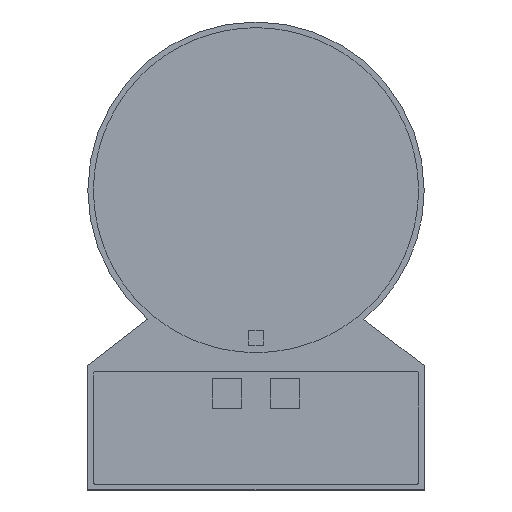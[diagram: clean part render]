
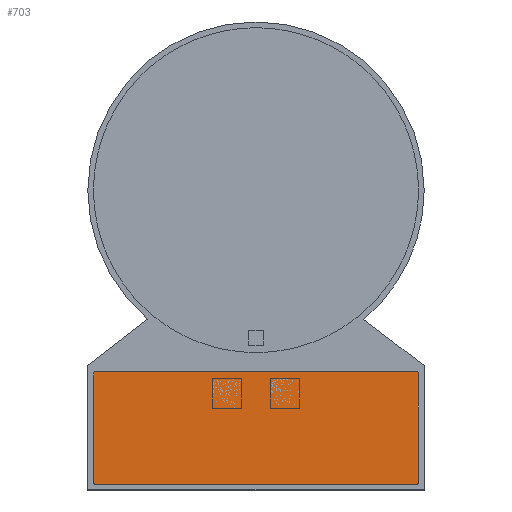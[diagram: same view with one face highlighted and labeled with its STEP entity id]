
A CAD part, top view. The second image highlights one B-rep face of the part: STEP entity #703.
In plain terms, the highlighted planar face has unit normal (0, 0, 1).
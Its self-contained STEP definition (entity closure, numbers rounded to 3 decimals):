
#62 = VERTEX_POINT('',#63);
#63 = CARTESIAN_POINT('',(11.02,-7.902,0.835));
#69 = EDGE_CURVE('',#62,#70,#72,.T.);
#70 = VERTEX_POINT('',#71);
#71 = CARTESIAN_POINT('',(11.056,-7.917,0.835));
#72 = LINE('',#73,#74);
#73 = CARTESIAN_POINT('',(11.02,-7.902,0.835));
#74 = VECTOR('',#75,1.);
#75 = DIRECTION('',(0.924,-0.383,0.));
#100 = EDGE_CURVE('',#70,#101,#103,.T.);
#101 = VERTEX_POINT('',#102);
#102 = CARTESIAN_POINT('',(11.083,-7.944,0.835));
#103 = LINE('',#104,#105);
#104 = CARTESIAN_POINT('',(11.056,-7.917,0.835));
#105 = VECTOR('',#106,1.);
#106 = DIRECTION('',(0.707,-0.707,0.));
#131 = EDGE_CURVE('',#101,#132,#134,.T.);
#132 = VERTEX_POINT('',#133);
#133 = CARTESIAN_POINT('',(11.098,-7.98,0.835));
#134 = LINE('',#135,#136);
#135 = CARTESIAN_POINT('',(11.083,-7.944,0.835));
#136 = VECTOR('',#137,1.);
#137 = DIRECTION('',(0.383,-0.924,0.));
#162 = EDGE_CURVE('',#132,#163,#165,.T.);
#163 = VERTEX_POINT('',#164);
#164 = CARTESIAN_POINT('',(11.1,-15.5,0.835));
#165 = LINE('',#166,#167);
#166 = CARTESIAN_POINT('',(11.098,-7.98,0.835));
#167 = VECTOR('',#168,1.);
#168 = DIRECTION('',(0.,-1.,0.));
#193 = EDGE_CURVE('',#163,#194,#196,.T.);
#194 = VERTEX_POINT('',#195);
#195 = CARTESIAN_POINT('',(11.098,-15.52,0.835));
#196 = LINE('',#197,#198);
#197 = CARTESIAN_POINT('',(11.1,-15.5,0.835));
#198 = VECTOR('',#199,1.);
#199 = DIRECTION('',(-0.098,-0.995,0.));
#224 = EDGE_CURVE('',#194,#225,#227,.T.);
#225 = VERTEX_POINT('',#226);
#226 = CARTESIAN_POINT('',(11.083,-15.556,0.835));
#227 = LINE('',#228,#229);
#228 = CARTESIAN_POINT('',(11.098,-15.52,0.835));
#229 = VECTOR('',#230,1.);
#230 = DIRECTION('',(-0.383,-0.924,0.));
#255 = EDGE_CURVE('',#225,#256,#258,.T.);
#256 = VERTEX_POINT('',#257);
#257 = CARTESIAN_POINT('',(11.056,-15.583,0.835));
#258 = LINE('',#259,#260);
#259 = CARTESIAN_POINT('',(11.083,-15.556,0.835));
#260 = VECTOR('',#261,1.);
#261 = DIRECTION('',(-0.707,-0.707,0.));
#286 = EDGE_CURVE('',#256,#287,#289,.T.);
#287 = VERTEX_POINT('',#288);
#288 = CARTESIAN_POINT('',(11.02,-15.598,0.835));
#289 = LINE('',#290,#291);
#290 = CARTESIAN_POINT('',(11.056,-15.583,0.835));
#291 = VECTOR('',#292,1.);
#292 = DIRECTION('',(-0.924,-0.383,0.));
#317 = EDGE_CURVE('',#287,#318,#320,.T.);
#318 = VERTEX_POINT('',#319);
#319 = CARTESIAN_POINT('',(-11.,-15.6,0.835));
#320 = LINE('',#321,#322);
#321 = CARTESIAN_POINT('',(11.02,-15.598,0.835));
#322 = VECTOR('',#323,1.);
#323 = DIRECTION('',(-1.,0.,0.));
#348 = EDGE_CURVE('',#318,#349,#351,.T.);
#349 = VERTEX_POINT('',#350);
#350 = CARTESIAN_POINT('',(-11.02,-15.598,0.835));
#351 = LINE('',#352,#353);
#352 = CARTESIAN_POINT('',(-11.,-15.6,0.835));
#353 = VECTOR('',#354,1.);
#354 = DIRECTION('',(-0.995,0.098,0.));
#379 = EDGE_CURVE('',#349,#380,#382,.T.);
#380 = VERTEX_POINT('',#381);
#381 = CARTESIAN_POINT('',(-11.056,-15.583,0.835));
#382 = LINE('',#383,#384);
#383 = CARTESIAN_POINT('',(-11.02,-15.598,0.835));
#384 = VECTOR('',#385,1.);
#385 = DIRECTION('',(-0.924,0.383,0.));
#410 = EDGE_CURVE('',#380,#411,#413,.T.);
#411 = VERTEX_POINT('',#412);
#412 = CARTESIAN_POINT('',(-11.083,-15.556,0.835));
#413 = LINE('',#414,#415);
#414 = CARTESIAN_POINT('',(-11.056,-15.583,0.835));
#415 = VECTOR('',#416,1.);
#416 = DIRECTION('',(-0.707,0.707,0.));
#441 = EDGE_CURVE('',#411,#442,#444,.T.);
#442 = VERTEX_POINT('',#443);
#443 = CARTESIAN_POINT('',(-11.098,-15.52,0.835));
#444 = LINE('',#445,#446);
#445 = CARTESIAN_POINT('',(-11.083,-15.556,0.835));
#446 = VECTOR('',#447,1.);
#447 = DIRECTION('',(-0.383,0.924,0.));
#472 = EDGE_CURVE('',#442,#473,#475,.T.);
#473 = VERTEX_POINT('',#474);
#474 = CARTESIAN_POINT('',(-11.1,-8.,0.835));
#475 = LINE('',#476,#477);
#476 = CARTESIAN_POINT('',(-11.098,-15.52,0.835));
#477 = VECTOR('',#478,1.);
#478 = DIRECTION('',(0.,1.,0.));
#503 = EDGE_CURVE('',#473,#504,#506,.T.);
#504 = VERTEX_POINT('',#505);
#505 = CARTESIAN_POINT('',(-11.098,-7.98,0.835));
#506 = LINE('',#507,#508);
#507 = CARTESIAN_POINT('',(-11.1,-8.,0.835));
#508 = VECTOR('',#509,1.);
#509 = DIRECTION('',(0.098,0.995,0.));
#534 = EDGE_CURVE('',#504,#535,#537,.T.);
#535 = VERTEX_POINT('',#536);
#536 = CARTESIAN_POINT('',(-11.083,-7.944,0.835));
#537 = LINE('',#538,#539);
#538 = CARTESIAN_POINT('',(-11.098,-7.98,0.835));
#539 = VECTOR('',#540,1.);
#540 = DIRECTION('',(0.383,0.924,0.));
#565 = EDGE_CURVE('',#535,#566,#568,.T.);
#566 = VERTEX_POINT('',#567);
#567 = CARTESIAN_POINT('',(-11.056,-7.917,0.835));
#568 = LINE('',#569,#570);
#569 = CARTESIAN_POINT('',(-11.083,-7.944,0.835));
#570 = VECTOR('',#571,1.);
#571 = DIRECTION('',(0.707,0.707,0.));
#596 = EDGE_CURVE('',#566,#597,#599,.T.);
#597 = VERTEX_POINT('',#598);
#598 = CARTESIAN_POINT('',(-11.02,-7.902,0.835));
#599 = LINE('',#600,#601);
#600 = CARTESIAN_POINT('',(-11.056,-7.917,0.835));
#601 = VECTOR('',#602,1.);
#602 = DIRECTION('',(0.924,0.383,0.));
#627 = EDGE_CURVE('',#597,#628,#630,.T.);
#628 = VERTEX_POINT('',#629);
#629 = CARTESIAN_POINT('',(11.,-7.9,0.835));
#630 = LINE('',#631,#632);
#631 = CARTESIAN_POINT('',(-11.02,-7.902,0.835));
#632 = VECTOR('',#633,1.);
#633 = DIRECTION('',(1.,0.,0.));
#658 = EDGE_CURVE('',#628,#62,#659,.T.);
#659 = LINE('',#660,#661);
#660 = CARTESIAN_POINT('',(11.,-7.9,0.835));
#661 = VECTOR('',#662,1.);
#662 = DIRECTION('',(0.995,-0.098,0.));
#703 = ADVANCED_FACE('',(#704),#726,.F.);
#704 = FACE_BOUND('',#705,.F.);
#705 = EDGE_LOOP('',(#706,#707,#708,#709,#710,#711,#712,#713,#714,#715,
    #716,#717,#718,#719,#720,#721,#722,#723,#724,#725));
#706 = ORIENTED_EDGE('',*,*,#69,.T.);
#707 = ORIENTED_EDGE('',*,*,#100,.T.);
#708 = ORIENTED_EDGE('',*,*,#131,.T.);
#709 = ORIENTED_EDGE('',*,*,#162,.T.);
#710 = ORIENTED_EDGE('',*,*,#193,.T.);
#711 = ORIENTED_EDGE('',*,*,#224,.T.);
#712 = ORIENTED_EDGE('',*,*,#255,.T.);
#713 = ORIENTED_EDGE('',*,*,#286,.T.);
#714 = ORIENTED_EDGE('',*,*,#317,.T.);
#715 = ORIENTED_EDGE('',*,*,#348,.T.);
#716 = ORIENTED_EDGE('',*,*,#379,.T.);
#717 = ORIENTED_EDGE('',*,*,#410,.T.);
#718 = ORIENTED_EDGE('',*,*,#441,.T.);
#719 = ORIENTED_EDGE('',*,*,#472,.T.);
#720 = ORIENTED_EDGE('',*,*,#503,.T.);
#721 = ORIENTED_EDGE('',*,*,#534,.T.);
#722 = ORIENTED_EDGE('',*,*,#565,.T.);
#723 = ORIENTED_EDGE('',*,*,#596,.T.);
#724 = ORIENTED_EDGE('',*,*,#627,.T.);
#725 = ORIENTED_EDGE('',*,*,#658,.T.);
#726 = PLANE('',#727);
#727 = AXIS2_PLACEMENT_3D('',#728,#729,#730);
#728 = CARTESIAN_POINT('',(0.,-11.75,0.835));
#729 = DIRECTION('',(-0.,-0.,-1.));
#730 = DIRECTION('',(-1.,0.,0.));
